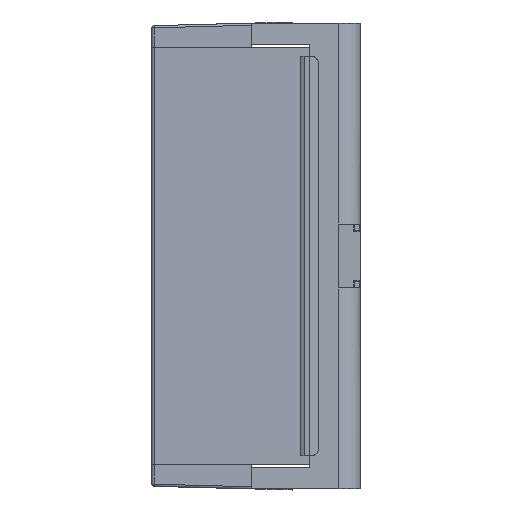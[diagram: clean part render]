
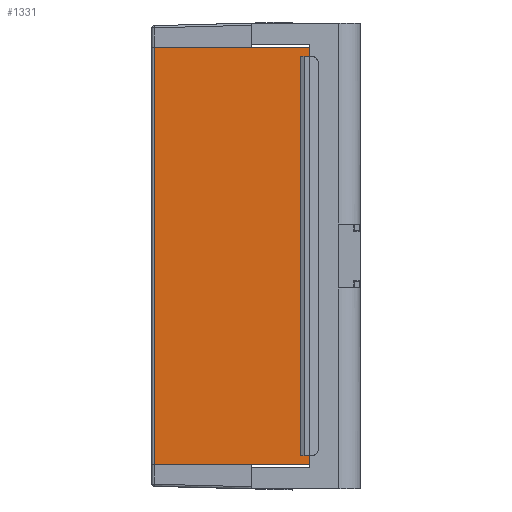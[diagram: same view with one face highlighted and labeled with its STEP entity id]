
A CAD part, left-side view. The second image highlights one B-rep face of the part: STEP entity #1331.
In plain terms, the highlighted planar face has unit normal (-1, 0.016, 0).
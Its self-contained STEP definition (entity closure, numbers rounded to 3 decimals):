
#402 = EDGE_LOOP ( 'NONE', ( #9588, #5600, #6159, #8586, #15799, #3124, #13305, #4948, #430, #5060 ) ) ;
#430 = ORIENTED_EDGE ( 'NONE', *, *, #5658, .F. ) ;
#839 = DIRECTION ( 'NONE',  ( 0.016, 1., 0. ) ) ;
#956 = EDGE_CURVE ( 'NONE', #2628, #5453, #10814, .T. ) ;
#1105 = LINE ( 'NONE', #8398, #8244 ) ;
#1180 = EDGE_CURVE ( 'NONE', #5453, #13689, #14652, .T. ) ;
#1331 = ADVANCED_FACE ( 'NONE', ( #15225 ), #9596, .F. ) ;
#2002 = DIRECTION ( 'NONE',  ( 0., 0., 1. ) ) ;
#2106 = CARTESIAN_POINT ( 'NONE',  ( -44.57, 35.701, -5.56 ) ) ;
#2110 = LINE ( 'NONE', #10749, #3950 ) ;
#2628 = VERTEX_POINT ( 'NONE', #12372 ) ;
#2708 = CARTESIAN_POINT ( 'NONE',  ( -44.57, 35.701, -5.56 ) ) ;
#2868 = VERTEX_POINT ( 'NONE', #15598 ) ;
#2970 = VERTEX_POINT ( 'NONE', #8032 ) ;
#2973 = CARTESIAN_POINT ( 'NONE',  ( -44.57, 35.701, -150.765 ) ) ;
#3124 = ORIENTED_EDGE ( 'NONE', *, *, #9990, .F. ) ;
#3164 = DIRECTION ( 'NONE',  ( 0., 0., 1. ) ) ;
#3205 = DIRECTION ( 'NONE',  ( 0.016, 1., 0. ) ) ;
#3232 = CARTESIAN_POINT ( 'NONE',  ( -45.107, 2.122, -99.34 ) ) ;
#3539 = CARTESIAN_POINT ( 'NONE',  ( -45.141, 0., -7.66 ) ) ;
#3705 = VERTEX_POINT ( 'NONE', #11756 ) ;
#3932 = VECTOR ( 'NONE', #6331, 1000. ) ;
#3950 = VECTOR ( 'NONE', #5479, 1000. ) ;
#4948 = ORIENTED_EDGE ( 'NONE', *, *, #5394, .F. ) ;
#5060 = ORIENTED_EDGE ( 'NONE', *, *, #13761, .F. ) ;
#5366 = EDGE_CURVE ( 'NONE', #2868, #5935, #13556, .T. ) ;
#5394 = EDGE_CURVE ( 'NONE', #3705, #2970, #2110, .T. ) ;
#5453 = VERTEX_POINT ( 'NONE', #3539 ) ;
#5479 = DIRECTION ( 'NONE',  ( 0.016, 1., 0. ) ) ;
#5494 = EDGE_CURVE ( 'NONE', #13689, #2868, #9857, .T. ) ;
#5589 = DIRECTION ( 'NONE',  ( 0.016, 1., 0. ) ) ;
#5600 = ORIENTED_EDGE ( 'NONE', *, *, #956, .T. ) ;
#5658 = EDGE_CURVE ( 'NONE', #11316, #3705, #6139, .T. ) ;
#5935 = VERTEX_POINT ( 'NONE', #2708 ) ;
#6139 = LINE ( 'NONE', #14202, #3932 ) ;
#6159 = ORIENTED_EDGE ( 'NONE', *, *, #1180, .T. ) ;
#6331 = DIRECTION ( 'NONE',  ( 0., 0., -1. ) ) ;
#6534 = VECTOR ( 'NONE', #16510, 1000. ) ;
#6828 = VECTOR ( 'NONE', #12979, 1000. ) ;
#7121 = CARTESIAN_POINT ( 'NONE',  ( -44.57, 35.701, -150.765 ) ) ;
#7905 = EDGE_CURVE ( 'NONE', #14145, #2628, #8103, .T. ) ;
#8032 = CARTESIAN_POINT ( 'NONE',  ( -44.927, 13.392, -101.44 ) ) ;
#8103 = LINE ( 'NONE', #10918, #13649 ) ;
#8244 = VECTOR ( 'NONE', #15041, 1000. ) ;
#8398 = CARTESIAN_POINT ( 'NONE',  ( -44.57, 35.701, -99.34 ) ) ;
#8453 = LINE ( 'NONE', #7121, #11542 ) ;
#8586 = ORIENTED_EDGE ( 'NONE', *, *, #5494, .T. ) ;
#9044 = VECTOR ( 'NONE', #5589, 1000. ) ;
#9292 = CARTESIAN_POINT ( 'NONE',  ( -44.57, 35.701, -101.44 ) ) ;
#9296 = EDGE_CURVE ( 'NONE', #2970, #11930, #12197, .T. ) ;
#9588 = ORIENTED_EDGE ( 'NONE', *, *, #7905, .T. ) ;
#9596 = PLANE ( 'NONE',  #16610 ) ;
#9833 = DIRECTION ( 'NONE',  ( -0.016, -1., 0. ) ) ;
#9857 = LINE ( 'NONE', #2106, #6534 ) ;
#9990 = EDGE_CURVE ( 'NONE', #11930, #5935, #8453, .T. ) ;
#9999 = VECTOR ( 'NONE', #9833, 1000. ) ;
#10208 = CARTESIAN_POINT ( 'NONE',  ( -44.57, 35.701, -101.44 ) ) ;
#10749 = CARTESIAN_POINT ( 'NONE',  ( -44.57, 35.701, -101.44 ) ) ;
#10814 = LINE ( 'NONE', #11041, #9999 ) ;
#10918 = CARTESIAN_POINT ( 'NONE',  ( -45.107, 2.122, -150.765 ) ) ;
#11041 = CARTESIAN_POINT ( 'NONE',  ( -44.57, 35.701, -7.66 ) ) ;
#11316 = VERTEX_POINT ( 'NONE', #14476 ) ;
#11542 = VECTOR ( 'NONE', #3164, 1000. ) ;
#11756 = CARTESIAN_POINT ( 'NONE',  ( -45.141, 0., -101.44 ) ) ;
#11930 = VERTEX_POINT ( 'NONE', #9292 ) ;
#12197 = LINE ( 'NONE', #10208, #14633 ) ;
#12372 = CARTESIAN_POINT ( 'NONE',  ( -45.107, 2.122, -7.66 ) ) ;
#12979 = DIRECTION ( 'NONE',  ( 0., 0., 1. ) ) ;
#13305 = ORIENTED_EDGE ( 'NONE', *, *, #9296, .F. ) ;
#13453 = CARTESIAN_POINT ( 'NONE',  ( -45.141, 0., -5.56 ) ) ;
#13482 = DIRECTION ( 'NONE',  ( 1., -0.016, 0. ) ) ;
#13556 = LINE ( 'NONE', #16010, #9044 ) ;
#13649 = VECTOR ( 'NONE', #2002, 1000. ) ;
#13689 = VERTEX_POINT ( 'NONE', #13453 ) ;
#13761 = EDGE_CURVE ( 'NONE', #14145, #11316, #1105, .T. ) ;
#14145 = VERTEX_POINT ( 'NONE', #3232 ) ;
#14202 = CARTESIAN_POINT ( 'NONE',  ( -45.141, 0., 43.765 ) ) ;
#14476 = CARTESIAN_POINT ( 'NONE',  ( -45.141, 0., -99.34 ) ) ;
#14633 = VECTOR ( 'NONE', #839, 1000. ) ;
#14652 = LINE ( 'NONE', #15536, #6828 ) ;
#15041 = DIRECTION ( 'NONE',  ( -0.016, -1., 0. ) ) ;
#15225 = FACE_OUTER_BOUND ( 'NONE', #402, .T. ) ;
#15536 = CARTESIAN_POINT ( 'NONE',  ( -45.141, 0., -150.765 ) ) ;
#15598 = CARTESIAN_POINT ( 'NONE',  ( -44.927, 13.392, -5.56 ) ) ;
#15799 = ORIENTED_EDGE ( 'NONE', *, *, #5366, .T. ) ;
#16010 = CARTESIAN_POINT ( 'NONE',  ( -44.57, 35.701, -5.56 ) ) ;
#16510 = DIRECTION ( 'NONE',  ( 0.016, 1., 0. ) ) ;
#16610 = AXIS2_PLACEMENT_3D ( 'NONE', #2973, #13482, #3205 ) ;
